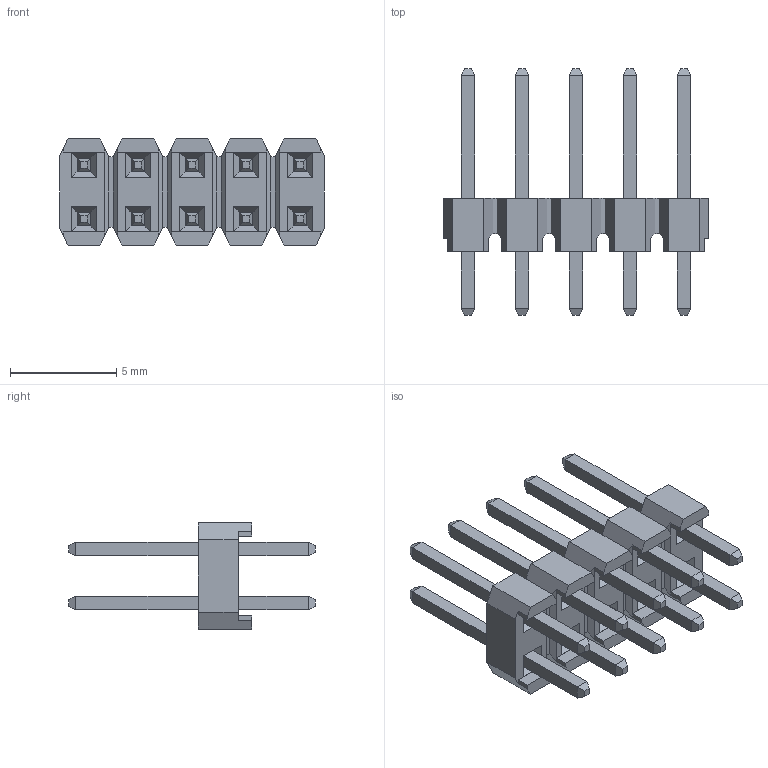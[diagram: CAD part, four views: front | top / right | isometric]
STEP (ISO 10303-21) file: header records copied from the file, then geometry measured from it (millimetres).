
FILE_DESCRIPTION((''),'2;1');
FILE_NAME('S-60034-010XX-XX1_REV-A','2019-02-20T',('t01036'),(''),'PRO/ENGINEER BY PARAMETRIC TECHNOLOGY CORPORATION, 2010160','PRO/ENGINEER BY PARAMETRIC TECHNOLOGY CORPORATION, 2010160','');
FILE_SCHEMA(('CONFIG_CONTROL_DESIGN'));
Length unit declared in the file: millimetre
Products named in the file (1): S-60034-010XX-XX1_REV-A
Bounding box: 12.45 x 11.6 x 5 mm (x, y, z)
Volume: 149.7 mm3; surface area: 483 mm2
Topology: 1 solids, 1 shells, 338 faces, 804 edges, 492 vertices
Faces by surface type: plane 338
Entity records: 9389 total; most frequent: CARTESIAN_POINT 1615, ORIENTED_EDGE 1568, DIRECTION 1502, VECTOR 784, LINE 784, EDGE_CURVE 784, VERTEX_POINT 472, EDGE_LOOP 362
